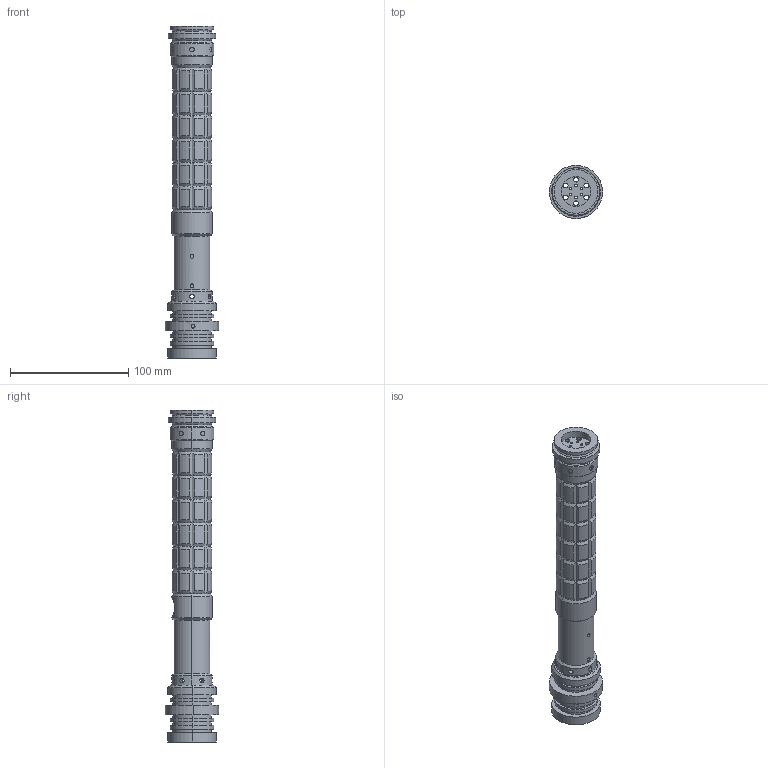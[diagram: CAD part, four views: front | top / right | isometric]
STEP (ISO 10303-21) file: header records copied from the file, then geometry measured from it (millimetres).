
FILE_DESCRIPTION (( 'STEP AP214' ), '1' );
FILE_NAME ('SLAYER.STEP', '2016-10-18T21:05:08', ( '' ), ( '' ), 'SwSTEP 2.0', 'SolidWorks 2014', '' );
FILE_SCHEMA (( 'AUTOMOTIVE_DESIGN' ));
Length unit declared in the file: millimetre
Products named in the file (4): SLAYER_emitter; SLAYER_pommel_D‚faut; SLAYER; SLAYER_body_D‚faut
Assembly tree (3 placements, depth 2):
  SLAYER
    SLAYER_body_D‚faut
    SLAYER_pommel_D‚faut
    SLAYER_emitter
Bounding box: 44.96 x 44.98 x 281 mm (x, y, z)
Volume: 115846.8 mm3; surface area: 72415.3 mm2
Topology: 3 solids, 3 shells, 412 faces, 872 edges, 494 vertices
Faces by surface type: cylinder 162, plane 130, cone 120
Entity records: 15387 total; most frequent: CARTESIAN_POINT 3842, DIRECTION 1810, ORIENTED_EDGE 1744, EDGE_CURVE 872, AXIS2_PLACEMENT_3D 764, VERTEX_POINT 494, EDGE_LOOP 488, FACE_OUTER_BOUND 412
